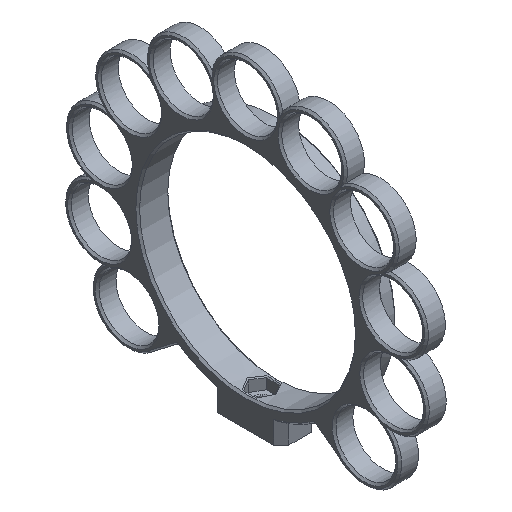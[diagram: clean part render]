
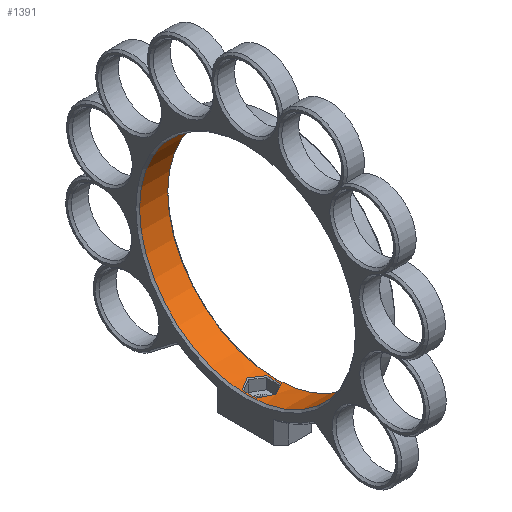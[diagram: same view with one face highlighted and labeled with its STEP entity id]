
A CAD part, isometric view. The second image highlights one B-rep face of the part: STEP entity #1391.
In plain terms, the highlighted cylindrical face has radius 57.5 mm (diameter 115 mm), a full revolution.
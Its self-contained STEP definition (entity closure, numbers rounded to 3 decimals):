
#1276=CARTESIAN_POINT('',(-85.,297.,57.));
#1277=DIRECTION('',(-1.,-0.,0.));
#1278=DIRECTION('',(0.,-1.,0.));
#1279=AXIS2_PLACEMENT_3D('',#1276,#1277,#1278);
#1280=CYLINDRICAL_SURFACE('',#1279,57.5);
#1281=CARTESIAN_POINT('',(-131.,239.5,57.));
#1282=VERTEX_POINT('',#1281);
#1283=CARTESIAN_POINT('',(-116.,239.5,57.));
#1284=VERTEX_POINT('',#1283);
#1285=CARTESIAN_POINT('',(-131.,239.5,57.));
#1286=DIRECTION('',(1.,0.,-0.));
#1287=VECTOR('',#1286,15.);
#1288=LINE('',#1285,#1287);
#1289=EDGE_CURVE('',#1282,#1284,#1288,.T.);
#1290=ORIENTED_EDGE('',*,*,#1289,.F.);
#1291=CARTESIAN_POINT('',(-131.,297.,114.5));
#1292=VERTEX_POINT('',#1291);
#1293=CARTESIAN_POINT('',(-131.,297.,57.));
#1294=DIRECTION('',(-1.,0.,0.));
#1295=DIRECTION('',(0.,0.,1.));
#1296=AXIS2_PLACEMENT_3D('',#1293,#1294,#1295);
#1297=CIRCLE('',#1296,57.5);
#1298=EDGE_CURVE('',#1282,#1292,#1297,.T.);
#1299=ORIENTED_EDGE('',*,*,#1298,.T.);
#1300=CARTESIAN_POINT('',(-131.,297.,57.));
#1301=DIRECTION('',(-1.,0.,0.));
#1302=DIRECTION('',(0.,0.,1.));
#1303=AXIS2_PLACEMENT_3D('',#1300,#1301,#1302);
#1304=CIRCLE('',#1303,57.5);
#1305=EDGE_CURVE('',#1292,#1282,#1304,.T.);
#1306=ORIENTED_EDGE('',*,*,#1305,.T.);
#1307=ORIENTED_EDGE('',*,*,#1289,.T.);
#1308=CARTESIAN_POINT('',(-116.,297.,-0.5));
#1309=VERTEX_POINT('',#1308);
#1310=CARTESIAN_POINT('',(-116.,297.,57.));
#1311=DIRECTION('',(1.,0.,0.));
#1312=DIRECTION('',(0.,0.,-1.));
#1313=AXIS2_PLACEMENT_3D('',#1310,#1311,#1312);
#1314=CIRCLE('',#1313,57.5);
#1315=EDGE_CURVE('',#1284,#1309,#1314,.T.);
#1316=ORIENTED_EDGE('',*,*,#1315,.T.);
#1317=CARTESIAN_POINT('',(-116.,297.,57.));
#1318=DIRECTION('',(1.,0.,0.));
#1319=DIRECTION('',(0.,0.,-1.));
#1320=AXIS2_PLACEMENT_3D('',#1317,#1318,#1319);
#1321=CIRCLE('',#1320,57.5);
#1322=EDGE_CURVE('',#1309,#1284,#1321,.T.);
#1323=ORIENTED_EDGE('',*,*,#1322,.T.);
#1324=EDGE_LOOP('',(#1290,#1299,#1306,#1307,#1316,#1323));
#1325=FACE_BOUND('',#1324,.T.);
#1326=CARTESIAN_POINT('',(-116.938,293.212,-0.375));
#1327=VERTEX_POINT('',#1326);
#1328=CARTESIAN_POINT('',(-123.5,289.426,0.001));
#1329=VERTEX_POINT('',#1328);
#1330=CARTESIAN_POINT('',(-116.938,293.212,-0.375));
#1331=CARTESIAN_POINT('',(-119.125,291.947,-0.292));
#1332=CARTESIAN_POINT('',(-121.313,290.684,-0.166));
#1333=CARTESIAN_POINT('',(-123.5,289.426,0.001));
#1334=B_SPLINE_CURVE_WITH_KNOTS('',3,(#1330,#1331,#1332,#1333),.UNSPECIFIED.,.F.,.F.,(4,4),(0.,1.),.UNSPECIFIED.);
#1335=EDGE_CURVE('',#1327,#1329,#1334,.T.);
#1336=ORIENTED_EDGE('',*,*,#1335,.T.);
#1337=CARTESIAN_POINT('',(-130.062,293.212,-0.375));
#1338=VERTEX_POINT('',#1337);
#1339=CARTESIAN_POINT('',(-123.5,289.426,0.001));
#1340=CARTESIAN_POINT('',(-125.687,290.684,-0.166));
#1341=CARTESIAN_POINT('',(-127.875,291.947,-0.292));
#1342=CARTESIAN_POINT('',(-130.062,293.212,-0.375));
#1343=B_SPLINE_CURVE_WITH_KNOTS('',3,(#1339,#1340,#1341,#1342),.UNSPECIFIED.,.F.,.F.,(4,4),(0.,1.),.UNSPECIFIED.);
#1344=EDGE_CURVE('',#1329,#1338,#1343,.T.);
#1345=ORIENTED_EDGE('',*,*,#1344,.T.);
#1346=CARTESIAN_POINT('',(-130.062,297.,-0.5));
#1347=VERTEX_POINT('',#1346);
#1348=CARTESIAN_POINT('',(-130.062,297.,57.));
#1349=DIRECTION('',(1.,0.,0.));
#1350=DIRECTION('',(0.,0.,-1.));
#1351=AXIS2_PLACEMENT_3D('',#1348,#1349,#1350);
#1352=CIRCLE('',#1351,57.5);
#1353=EDGE_CURVE('',#1338,#1347,#1352,.T.);
#1354=ORIENTED_EDGE('',*,*,#1353,.T.);
#1355=CARTESIAN_POINT('',(-130.062,300.788,-0.375));
#1356=VERTEX_POINT('',#1355);
#1357=CARTESIAN_POINT('',(-130.062,297.,57.));
#1358=DIRECTION('',(1.,0.,0.));
#1359=DIRECTION('',(0.,0.,-1.));
#1360=AXIS2_PLACEMENT_3D('',#1357,#1358,#1359);
#1361=CIRCLE('',#1360,57.5);
#1362=EDGE_CURVE('',#1347,#1356,#1361,.T.);
#1363=ORIENTED_EDGE('',*,*,#1362,.T.);
#1364=CARTESIAN_POINT('',(-123.5,304.574,0.001));
#1365=VERTEX_POINT('',#1364);
#1366=CARTESIAN_POINT('',(-130.062,300.788,-0.375));
#1367=CARTESIAN_POINT('',(-127.875,302.053,-0.292));
#1368=CARTESIAN_POINT('',(-125.687,303.316,-0.166));
#1369=CARTESIAN_POINT('',(-123.5,304.574,0.001));
#1370=B_SPLINE_CURVE_WITH_KNOTS('',3,(#1366,#1367,#1368,#1369),.UNSPECIFIED.,.F.,.F.,(4,4),(0.,1.),.UNSPECIFIED.);
#1371=EDGE_CURVE('',#1356,#1365,#1370,.T.);
#1372=ORIENTED_EDGE('',*,*,#1371,.T.);
#1373=CARTESIAN_POINT('',(-116.938,300.788,-0.375));
#1374=VERTEX_POINT('',#1373);
#1375=CARTESIAN_POINT('',(-123.5,304.574,0.001));
#1376=CARTESIAN_POINT('',(-121.313,303.316,-0.166));
#1377=CARTESIAN_POINT('',(-119.125,302.053,-0.292));
#1378=CARTESIAN_POINT('',(-116.938,300.788,-0.375));
#1379=B_SPLINE_CURVE_WITH_KNOTS('',3,(#1375,#1376,#1377,#1378),.UNSPECIFIED.,.F.,.F.,(4,4),(0.,1.),.UNSPECIFIED.);
#1380=EDGE_CURVE('',#1365,#1374,#1379,.T.);
#1381=ORIENTED_EDGE('',*,*,#1380,.T.);
#1382=CARTESIAN_POINT('',(-116.938,297.,57.));
#1383=DIRECTION('',(-1.,0.,0.));
#1384=DIRECTION('',(0.,0.,1.));
#1385=AXIS2_PLACEMENT_3D('',#1382,#1383,#1384);
#1386=CIRCLE('',#1385,57.5);
#1387=EDGE_CURVE('',#1374,#1327,#1386,.T.);
#1388=ORIENTED_EDGE('',*,*,#1387,.T.);
#1389=EDGE_LOOP('',(#1336,#1345,#1354,#1363,#1372,#1381,#1388));
#1390=FACE_BOUND('',#1389,.T.);
#1391=ADVANCED_FACE('',(#1325,#1390),#1280,.F.);
